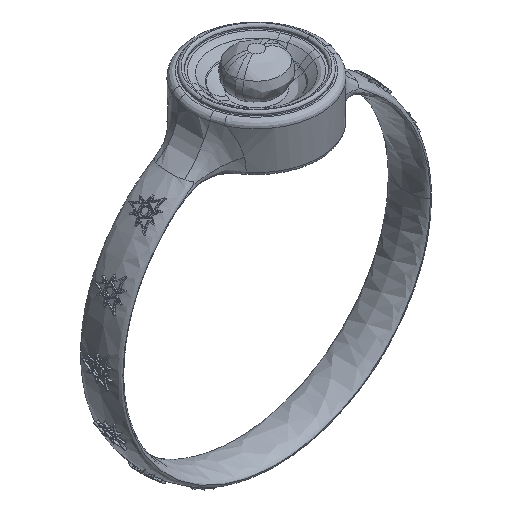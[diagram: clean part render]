
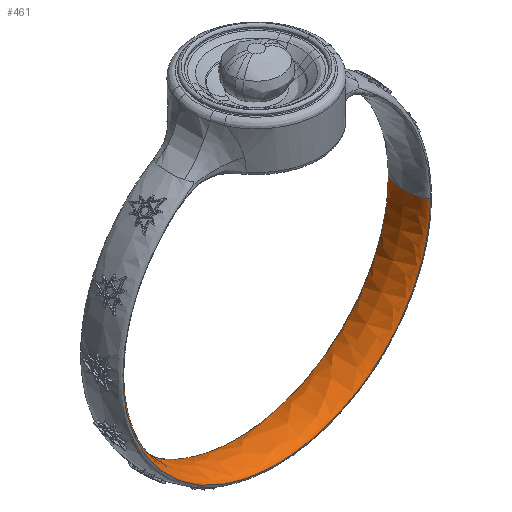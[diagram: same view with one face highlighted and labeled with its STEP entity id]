
A CAD part, isometric view. The second image highlights one B-rep face of the part: STEP entity #461.
In plain terms, the highlighted free-form (B-spline) face has degree [3, 3] with [4, 4] control points.
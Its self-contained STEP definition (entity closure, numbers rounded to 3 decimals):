
#461 = ADVANCED_FACE('',(#462),#502,.T.);
#462 = FACE_BOUND('',#463,.T.);
#463 = EDGE_LOOP('',(#464,#476,#485,#495));
#464 = ORIENTED_EDGE('',*,*,#465,.F.);
#465 = EDGE_CURVE('',#466,#468,#470,.T.);
#466 = VERTEX_POINT('',#467);
#467 = CARTESIAN_POINT('',(5.251,-0.692,
    0.));
#468 = VERTEX_POINT('',#469);
#469 = CARTESIAN_POINT('',(-5.251,-0.692,0.));
#470 = ( BOUNDED_CURVE() B_SPLINE_CURVE(2,(#471,#472,#473,#474,#475),
.UNSPECIFIED.,.F.,.F.) B_SPLINE_CURVE_WITH_KNOTS((3,2,3),(3.142,
4.712,6.283),.PIECEWISE_BEZIER_KNOTS.) CURVE() 
GEOMETRIC_REPRESENTATION_ITEM() RATIONAL_B_SPLINE_CURVE((1.,
0.707,1.,0.707,1.)) REPRESENTATION_ITEM('') );
#471 = CARTESIAN_POINT('',(5.251,-0.692,
    0.));
#472 = CARTESIAN_POINT('',(5.251,-0.692,-5.251
    ));
#473 = CARTESIAN_POINT('',(0.,-0.692,
    -5.251));
#474 = CARTESIAN_POINT('',(-5.251,-0.692,
    -5.251));
#475 = CARTESIAN_POINT('',(-5.251,-0.692,
    0.));
#476 = ORIENTED_EDGE('',*,*,#477,.T.);
#477 = EDGE_CURVE('',#466,#478,#480,.T.);
#478 = VERTEX_POINT('',#479);
#479 = CARTESIAN_POINT('',(5.251,0.722,
    0.));
#480 = ( BOUNDED_CURVE() B_SPLINE_CURVE(3,(#481,#482,#483,#484),
.UNSPECIFIED.,.F.,.F.) B_SPLINE_CURVE_WITH_KNOTS((4,4),(0.,3.142
),.PIECEWISE_BEZIER_KNOTS.) CURVE() GEOMETRIC_REPRESENTATION_ITEM() 
RATIONAL_B_SPLINE_CURVE((1.,0.333,0.333,1.)) 
REPRESENTATION_ITEM('') );
#481 = CARTESIAN_POINT('',(5.251,-0.692,
    0.));
#482 = CARTESIAN_POINT('',(4.824,-0.692,
    0.));
#483 = CARTESIAN_POINT('',(4.824,0.722,
    0.));
#484 = CARTESIAN_POINT('',(5.251,0.722,
    0.));
#485 = ORIENTED_EDGE('',*,*,#486,.T.);
#486 = EDGE_CURVE('',#478,#487,#489,.T.);
#487 = VERTEX_POINT('',#488);
#488 = CARTESIAN_POINT('',(-5.251,0.722,0.));
#489 = ( BOUNDED_CURVE() B_SPLINE_CURVE(2,(#490,#491,#492,#493,#494),
.UNSPECIFIED.,.F.,.F.) B_SPLINE_CURVE_WITH_KNOTS((3,2,3),(3.142,
4.712,6.283),.PIECEWISE_BEZIER_KNOTS.) CURVE() 
GEOMETRIC_REPRESENTATION_ITEM() RATIONAL_B_SPLINE_CURVE((1.,
0.707,1.,0.707,1.)) REPRESENTATION_ITEM('') );
#490 = CARTESIAN_POINT('',(5.251,0.722,
    0.));
#491 = CARTESIAN_POINT('',(5.251,0.722,-5.251
    ));
#492 = CARTESIAN_POINT('',(0.,0.722,
    -5.251));
#493 = CARTESIAN_POINT('',(-5.251,0.722,
    -5.251));
#494 = CARTESIAN_POINT('',(-5.251,0.722,
    0.));
#495 = ORIENTED_EDGE('',*,*,#496,.F.);
#496 = EDGE_CURVE('',#468,#487,#497,.T.);
#497 = ( BOUNDED_CURVE() B_SPLINE_CURVE(3,(#498,#499,#500,#501),
.UNSPECIFIED.,.F.,.F.) B_SPLINE_CURVE_WITH_KNOTS((4,4),(0.,3.142
),.PIECEWISE_BEZIER_KNOTS.) CURVE() GEOMETRIC_REPRESENTATION_ITEM() 
RATIONAL_B_SPLINE_CURVE((1.,0.333,0.333,1.)) 
REPRESENTATION_ITEM('') );
#498 = CARTESIAN_POINT('',(-5.251,-0.692,0.));
#499 = CARTESIAN_POINT('',(-4.824,-0.692,0.));
#500 = CARTESIAN_POINT('',(-4.824,0.722,0.));
#501 = CARTESIAN_POINT('',(-5.251,0.722,0.));
#502 = ( BOUNDED_SURFACE() B_SPLINE_SURFACE(3,3,(
    (#503,#504,#505,#506)
    ,(#507,#508,#509,#510)
    ,(#511,#512,#513,#514)
    ,(#515,#516,#517,#518
)),.UNSPECIFIED.,.F.,.F.,.F.) B_SPLINE_SURFACE_WITH_KNOTS((4,4),(4,4),(
    0.,1.),(0.,1.),.PIECEWISE_BEZIER_KNOTS.) 
GEOMETRIC_REPRESENTATION_ITEM() RATIONAL_B_SPLINE_SURFACE((
    (1.,0.333,0.333,1.)
    ,(0.333,0.111,0.111,0.333)
    ,(0.333,0.111,0.111,0.333)
,(1.,0.333,0.333,1.
))) REPRESENTATION_ITEM('') SURFACE() );
#503 = CARTESIAN_POINT('',(5.251,-0.692,
    0.));
#504 = CARTESIAN_POINT('',(5.251,-0.692,-10.502)
  );
#505 = CARTESIAN_POINT('',(-5.251,-0.692,-10.502
    ));
#506 = CARTESIAN_POINT('',(-5.251,-0.692,
    0.));
#507 = CARTESIAN_POINT('',(4.824,-0.692,
    0.));
#508 = CARTESIAN_POINT('',(4.824,-0.692,-9.649
    ));
#509 = CARTESIAN_POINT('',(-4.824,-0.692,
    -9.649));
#510 = CARTESIAN_POINT('',(-4.824,-0.692,
    0.));
#511 = CARTESIAN_POINT('',(4.824,0.722,
    0.));
#512 = CARTESIAN_POINT('',(4.824,0.722,-9.649
    ));
#513 = CARTESIAN_POINT('',(-4.824,0.722,
    -9.649));
#514 = CARTESIAN_POINT('',(-4.824,0.722,
    0.));
#515 = CARTESIAN_POINT('',(5.251,0.722,
    0.));
#516 = CARTESIAN_POINT('',(5.251,0.722,-10.502)
  );
#517 = CARTESIAN_POINT('',(-5.251,0.722,-10.502
    ));
#518 = CARTESIAN_POINT('',(-5.251,0.722,
    0.));
